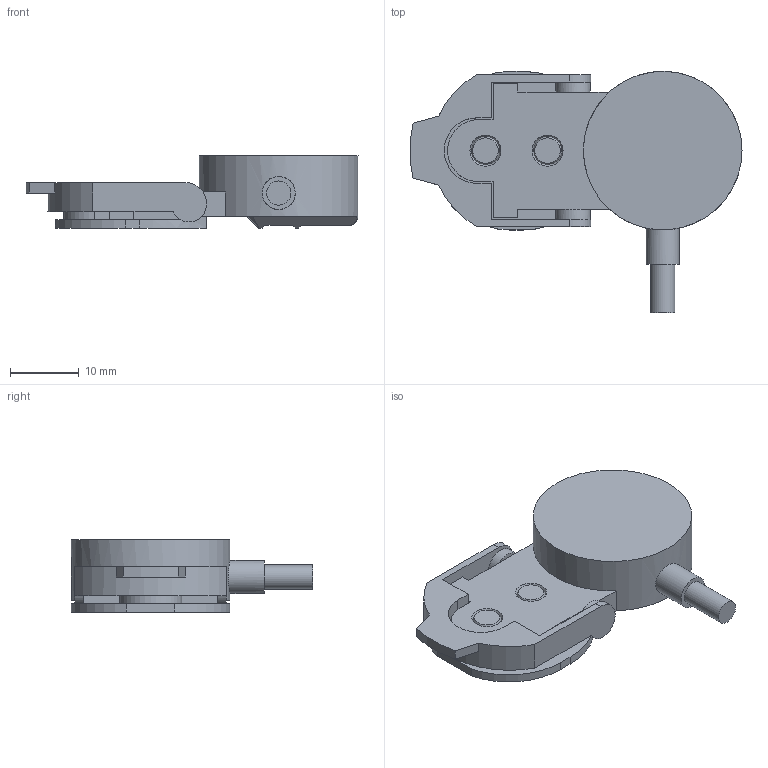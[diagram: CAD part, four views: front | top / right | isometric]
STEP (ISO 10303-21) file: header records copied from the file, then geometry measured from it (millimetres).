
FILE_DESCRIPTION(/* description */ (''),/* implementation_level */ '2;1');
FILE_NAME(/* name */ 'FY98C186.stp',/* time_stamp */ '2016-09-29T14:54:21+02:00',/* author */ ('mitarbeiter'),/* organization */ (''),/* preprocessor_version */ 'ST-DEVELOPER v15.2',/* originating_system */ 'Autodesk Inventor 2014',/* authorisation */ '');
FILE_SCHEMA (('AUTOMOTIVE_DESIGN { 1 0 10303 214 3 1 1 }'));
Length unit declared in the file: millimetre
Products named in the file (1): FY98C186
Bounding box: 48.14 x 35 x 10.5 mm (x, y, z)
Volume: 6085.3 mm3; surface area: 3737.3 mm2
Topology: 1 solids, 1 shells, 78 faces, 205 edges, 133 vertices
Faces by surface type: plane 54, cylinder 17, cone 4, bspline 2, torus 1
Full cylindrical faces by diameter (mm): 3.5 x1, 4.5 x2, 4.8 x1, 5 x2, 23 x1
Entity records: 2438 total; most frequent: CARTESIAN_POINT 522, DIRECTION 398, ORIENTED_EDGE 380, EDGE_CURVE 190, AXIS2_PLACEMENT_3D 136, VERTEX_POINT 129, LINE 126, VECTOR 126
